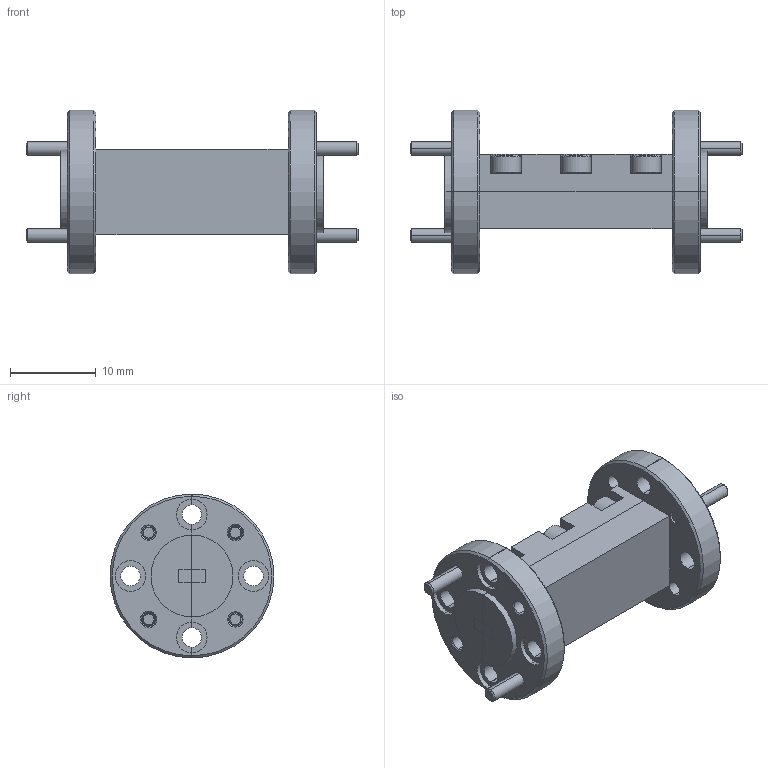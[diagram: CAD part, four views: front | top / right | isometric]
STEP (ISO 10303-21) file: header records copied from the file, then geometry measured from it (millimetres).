
FILE_DESCRIPTION (( 'STEP AP203' ), '1' );
FILE_NAME ('STA-XX-12-F1-C-1.2.STEP', '2018-08-20T19:17:18', ( '' ), ( '' ), 'SwSTEP 2.0', 'SolidWorks 2016', '' );
FILE_SCHEMA (( 'CONFIG_CONTROL_DESIGN' ));
Length unit declared in the file: millimetre
Products named in the file (1): STA-XX-12-F1-C-1.2
Bounding box: 38.61 x 19.05 x 19.05 mm (x, y, z)
Volume: 3681.5 mm3; surface area: 4093.7 mm2
Topology: 12 solids, 12 shells, 680 faces, 1772 edges, 1120 vertices
Faces by surface type: cylinder 382, cone 144, plane 142, bspline 12
Entity records: 27135 total; most frequent: CARTESIAN_POINT 11799, ORIENTED_EDGE 3520, DIRECTION 2928, EDGE_CURVE 1760, VERTEX_POINT 1120, AXIS2_PLACEMENT_3D 1097, LINE 734, VECTOR 734
